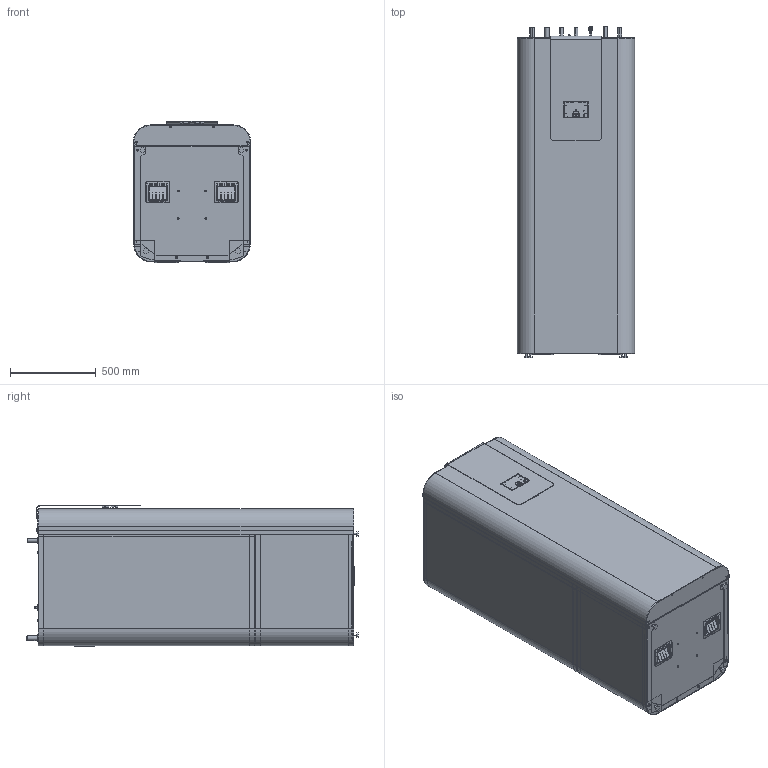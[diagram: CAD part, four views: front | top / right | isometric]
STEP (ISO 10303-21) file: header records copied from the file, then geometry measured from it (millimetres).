
FILE_DESCRIPTION((''),'2;1');
FILE_NAME('OHNE_PALETTE_MIT_FUES_SW0001','2017-01-10T',('2625'),('STIEBEL-ELTRON'),'CREO PARAMETRIC BY PTC INC, 2015480','CREO PARAMETRIC BY PTC INC, 2015480','');
FILE_SCHEMA(('AUTOMOTIVE_DESIGN_CC2 { 1 2 10303 214 -1 1 5 2 }'));
Products named in the file (1): OHNE_PALETTE_MIT_FUES_SW0001
Bounding box: 686 x 1938.75 x 827.97 mm (x, y, z)
Volume: 326659450.9 mm3; surface area: 17484796.1 mm2
Topology: 14 solids, 15 shells, 5888 faces, 15383 edges, 9607 vertices
Faces by surface type: plane 3531, cylinder 1410, bspline 431, torus 232, cone 154, sphere 114, extrusion 12, revolution 4
Entity records: 330786 total; most frequent: CARTESIAN_POINT 104112, ORIENTED_EDGE 30688, DIRECTION 27357, PRESENTATION_STYLE_ASSIGNMENT 20716, STYLED_ITEM 15379, CURVE_STYLE 15364, EDGE_CURVE 15344, VECTOR 10331
